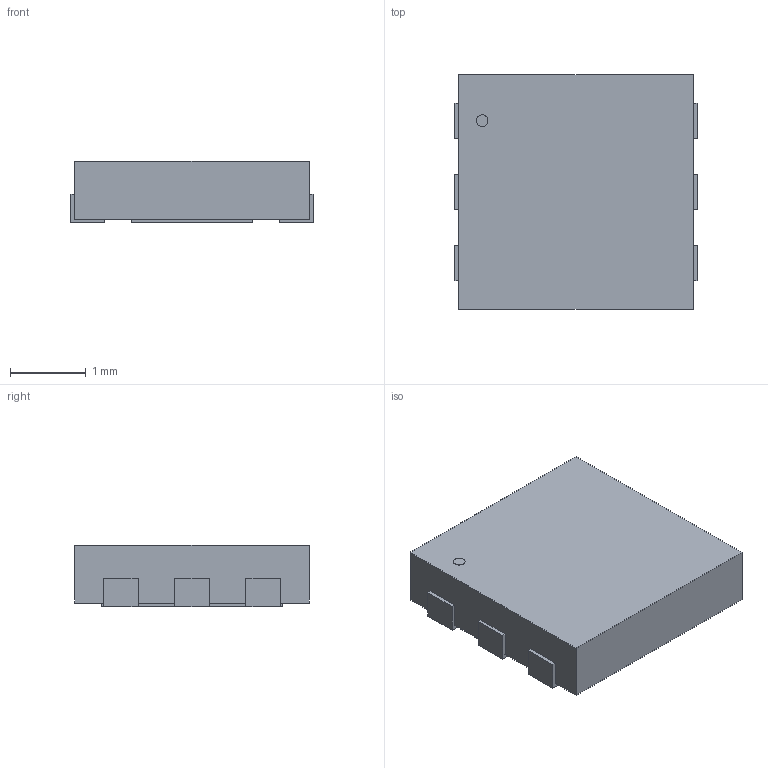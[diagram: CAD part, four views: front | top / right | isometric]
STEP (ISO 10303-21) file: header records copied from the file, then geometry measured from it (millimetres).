
FILE_DESCRIPTION(('FreeCAD Model'),'2;1');
FILE_NAME('TDFN6.step','2017-03-20T13:13:51',( 'kicad StepUp'),('ksu MCAD'),'Open CASCADE STEP processor 6.8', 'FreeCAD','Unknown');
FILE_SCHEMA(('AUTOMOTIVE_DESIGN_CC2 { 1 2 10303 214 -1 1 5 4 }'));
Length unit declared in the file: millimetre
Products named in the file (1): TDFN6
Bounding box: 3.2 x 3.1 x 0.82 mm (x, y, z)
Volume: 0 mm3; surface area: 41.8 mm2
Topology: 1 solids, 61 shells, 63 faces, 267 edges, 266 vertices
Faces by surface type: plane 62, cylinder 1
Full cylindrical faces by diameter (mm): 0.155 x1
Entity records: 3225 total; most frequent: CARTESIAN_POINT 598, DIRECTION 396, ORIENTED_EDGE 270, EDGE_CURVE 267, VERTEX_POINT 266, LINE 264, VECTOR 264, AXIS2_PLACEMENT_3D 66
